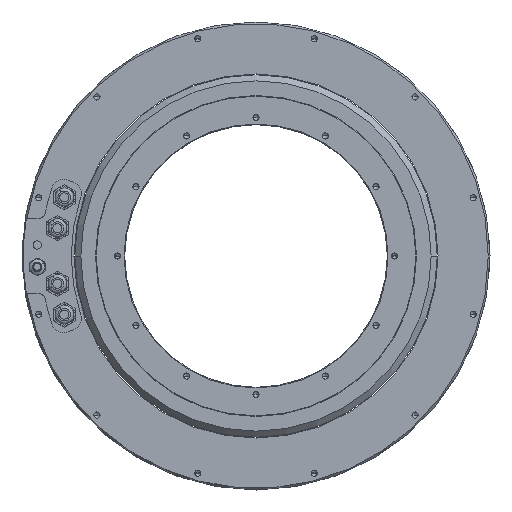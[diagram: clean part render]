
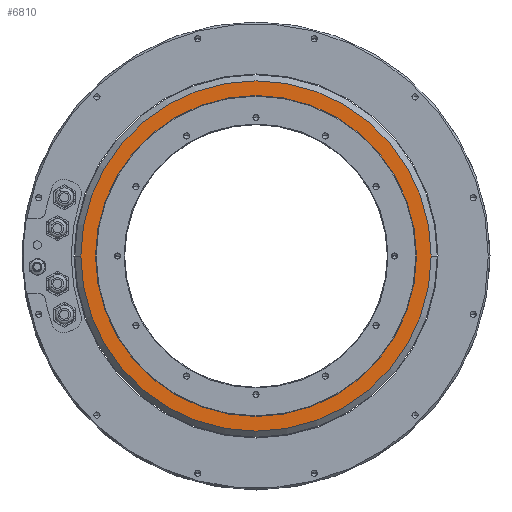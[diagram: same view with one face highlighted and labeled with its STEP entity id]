
A CAD part, left-side view. The second image highlights one B-rep face of the part: STEP entity #6810.
In plain terms, the highlighted planar face has unit normal (-1, 0, 0).
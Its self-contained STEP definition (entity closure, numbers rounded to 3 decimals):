
#5345=CARTESIAN_POINT('',(-33.,0.,0.));
#5346=DIRECTION('',(1.,0.,0.));
#5347=DIRECTION('',(0.,1.,0.));
#5348=AXIS2_PLACEMENT_3D('',#5345,#5346,#5347);
#5354=CARTESIAN_POINT('',(-33.,0.,0.));
#5355=DIRECTION('',(-1.,0.,0.));
#5356=DIRECTION('',(0.,1.,0.));
#5357=AXIS2_PLACEMENT_3D('',#5354,#5355,#5356);
#5359=CARTESIAN_POINT('',(-33.,0.,0.));
#5360=DIRECTION('',(-1.,0.,0.));
#5361=DIRECTION('',(0.,1.,0.));
#5362=AXIS2_PLACEMENT_3D('',#5359,#5360,#5361);
#5364=CARTESIAN_POINT('',(-33.,0.,0.));
#5365=DIRECTION('',(1.,0.,0.));
#5366=DIRECTION('',(0.,1.,0.));
#5367=AXIS2_PLACEMENT_3D('',#5364,#5365,#5366);
#6339=CARTESIAN_POINT('',(-33.,144.1,0.));
#6340=VERTEX_POINT('',#6339);
#6341=CARTESIAN_POINT('',(-33.,132.,0.));
#6343=VERTEX_POINT('',#6341);
#6373=CARTESIAN_POINT('',(-33.,-144.1,0.));
#6374=VERTEX_POINT('',#6373);
#6375=CARTESIAN_POINT('',(-33.,-132.,0.));
#6377=VERTEX_POINT('',#6375);
#6795=CARTESIAN_POINT('',(-33.,0.,0.));
#6796=DIRECTION('',(-1.,0.,0.));
#6797=DIRECTION('',(0.,1.,0.));
#6798=AXIS2_PLACEMENT_3D('',#6795,#6796,#6797);
#6799=PLANE('',#6798);
#6801=ORIENTED_EDGE('',*,*,#6800,.F.);
#6803=ORIENTED_EDGE('',*,*,#6802,.T.);
#6804=EDGE_LOOP('',(#6801,#6803));
#6805=FACE_OUTER_BOUND('',#6804,.F.);
#6806=ORIENTED_EDGE('',*,*,#6774,.F.);
#6807=ORIENTED_EDGE('',*,*,#6790,.T.);
#6808=EDGE_LOOP('',(#6806,#6807));
#6809=FACE_BOUND('',#6808,.F.);
#6810=ADVANCED_FACE('',(#6805,#6809),#6799,.T.);
#5349=CIRCLE('',#5348,132.);
#5358=CIRCLE('',#5357,132.);
#5363=CIRCLE('',#5362,144.1);
#5368=CIRCLE('',#5367,144.1);
#6774=EDGE_CURVE('',#6343,#6377,#5349,.T.);
#6790=EDGE_CURVE('',#6343,#6377,#5358,.T.);
#6800=EDGE_CURVE('',#6340,#6374,#5363,.T.);
#6802=EDGE_CURVE('',#6340,#6374,#5368,.T.);
